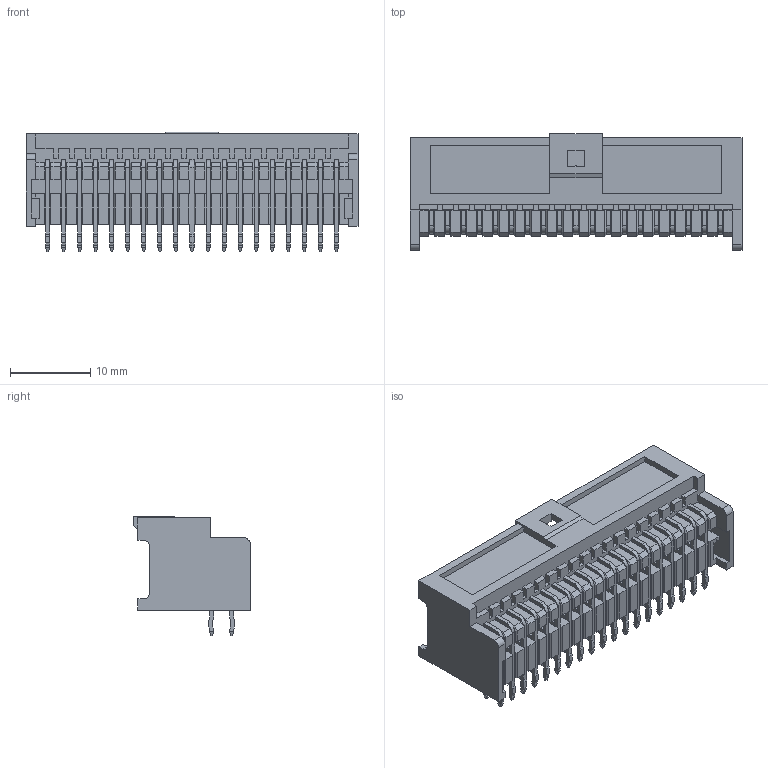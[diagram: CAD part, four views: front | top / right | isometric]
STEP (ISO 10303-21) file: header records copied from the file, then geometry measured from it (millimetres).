
FILE_DESCRIPTION(/* description */ ('Unknown'),/* implementation_level */ '2;1');
FILE_NAME(/* name */ 'J_Wurth_WR-WTB_62403821722',/* time_stamp */ '2025-05-28T17:05:39+08:00',/* author */ ('Unknown'),/* organization */ ('Unknown'),/* preprocessor_version */ 'ST-DEVELOPER v19.4',/* originating_system */ 'Solid Edge',/* authorisation */ 'Unknown');
FILE_SCHEMA (('AUTOMOTIVE_DESIGN {1 0 10303 214 3 1 1}'));
Length unit declared in the file: millimetre
Products named in the file (2): J_Wurth_WR-WTB_62403821722
Assembly tree (1 placements, depth 2):
  J_Wurth_WR-WTB_62403821722
    J_Wurth_WR-WTB_62403821722
Bounding box: 41.4 x 14.5 x 14.9 mm (x, y, z)
Volume: 2185 mm3; surface area: 4580.8 mm2
Topology: 1 solids, 1 shells, 1744 faces, 4655 edges, 2874 vertices
Faces by surface type: plane 1700, cylinder 44
Entity records: 64749 total; most frequent: ORIENTED_EDGE 9310, CARTESIAN_POINT 9275, DIRECTION 8273, EDGE_CURVE 4655, LINE 4529, VECTOR 4529, VERTEX_POINT 2874, AXIS2_PLACEMENT_3D 1872
